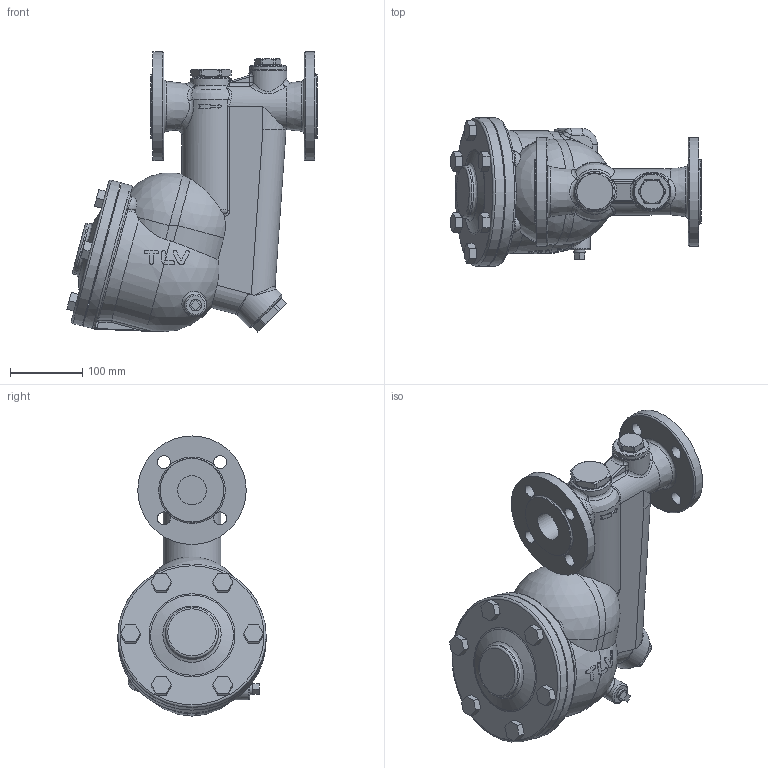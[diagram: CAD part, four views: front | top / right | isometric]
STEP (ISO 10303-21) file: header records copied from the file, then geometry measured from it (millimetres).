
FILE_DESCRIPTION((''),'2;1');
FILE_NAME('sj7nx-040-e0025-00.stp','2011-04-05T18:54:24',('asada'),(''),'Autodesk Inventor 2008','Autodesk Inventor 2008','');
FILE_SCHEMA(('AUTOMOTIVE_DESIGN { 1 0 10303 214 1 1 1 1 }'));
Length unit declared in the file: millimetre
Products named in the file (1): sj7nx-040-e0025-00
Bounding box: 346.01 x 205 x 387.08 mm (x, y, z)
Volume: 7714807.7 mm3; surface area: 400074 mm2
Topology: 1 solids, 1 shells, 390 faces, 981 edges, 607 vertices
Faces by surface type: plane 141, cylinder 107, bspline 95, cone 26, sphere 11, torus 10
Full cylindrical faces by diameter (mm): 16 x7, 18 x8, 30 x1, 40 x2, 49.5 x2, 50 x1, 52 x1, 56 x1, 64 x1, 73 x1, 88 x2, 144.7 x1, 150 x2, 205 x2
Entity records: 20240 total; most frequent: CARTESIAN_POINT 11670, ORIENTED_EDGE 1812, DIRECTION 1658, EDGE_CURVE 906, AXIS2_PLACEMENT_3D 672, VERTEX_POINT 587, EDGE_LOOP 487, FACE_OUTER_BOUND 390
